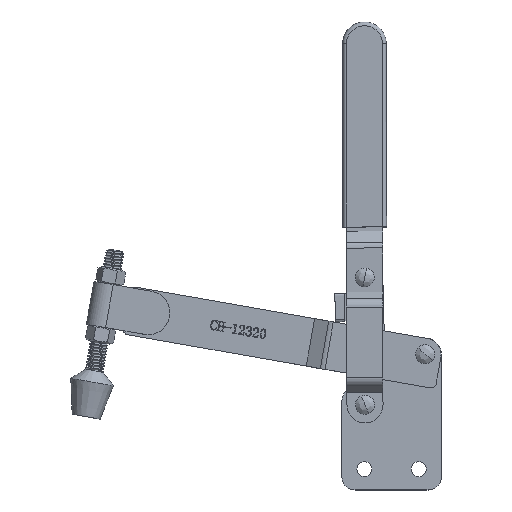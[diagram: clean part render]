
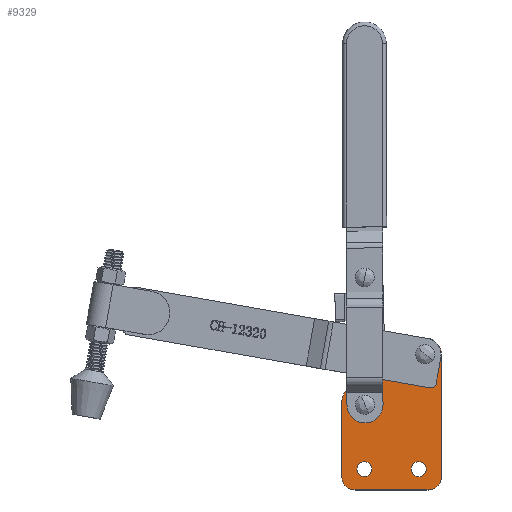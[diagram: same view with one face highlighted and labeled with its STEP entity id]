
A CAD part, top view. The second image highlights one B-rep face of the part: STEP entity #9329.
In plain terms, the highlighted planar face has unit normal (0, 0, 1).
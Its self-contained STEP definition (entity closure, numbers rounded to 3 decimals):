
#244 = CARTESIAN_POINT ( 'NONE',  ( 30.076, 58.714, 5. ) ) ;
#458 = LINE ( 'NONE', #13330, #14842 ) ;
#591 = LINE ( 'NONE', #10341, #30257 ) ;
#962 = EDGE_CURVE ( 'NONE', #10516, #13087, #11694, .T. ) ;
#1134 = LINE ( 'NONE', #28711, #15529 ) ;
#1159 = EDGE_CURVE ( 'NONE', #21854, #36478, #458, .T. ) ;
#1204 = ORIENTED_EDGE ( 'NONE', *, *, #27807, .F. ) ;
#1746 = ORIENTED_EDGE ( 'NONE', *, *, #10779, .F. ) ;
#2085 = VERTEX_POINT ( 'NONE', #11647 ) ;
#2306 = AXIS2_PLACEMENT_3D ( 'NONE', #30894, #13733, #33788 ) ;
#2319 = DIRECTION ( 'NONE',  ( 1., 0., 0. ) ) ;
#2665 = VECTOR ( 'NONE', #26831, 1000. ) ;
#2920 = CIRCLE ( 'NONE', #32832, 3.2 ) ;
#3132 = CARTESIAN_POINT ( 'NONE',  ( 38.926, 62.714, 5. ) ) ;
#3140 = DIRECTION ( 'NONE',  ( 1., 0., 0. ) ) ;
#3256 = DIRECTION ( 'NONE',  ( 0., 0., 1. ) ) ;
#3934 = VERTEX_POINT ( 'NONE', #5059 ) ;
#4000 = ORIENTED_EDGE ( 'NONE', *, *, #26504, .F. ) ;
#4027 = CARTESIAN_POINT ( 'NONE',  ( 63.576, 62.714, 5. ) ) ;
#4076 = CARTESIAN_POINT ( 'NONE',  ( 62.101, 130.177, 5. ) ) ;
#4113 = CARTESIAN_POINT ( 'NONE',  ( 34.976, 62.714, 5. ) ) ;
#5059 = CARTESIAN_POINT ( 'NONE',  ( 63.776, 123.214, 5. ) ) ;
#5423 = VERTEX_POINT ( 'NONE', #35788 ) ;
#6213 = CIRCLE ( 'NONE', #31470, 3.95 ) ;
#6260 = ORIENTED_EDGE ( 'NONE', *, *, #35715, .F. ) ;
#6286 = FACE_BOUND ( 'NONE', #31182, .T. ) ;
#6756 = CARTESIAN_POINT ( 'NONE',  ( 75.476, 58.714, 5. ) ) ;
#6899 = DIRECTION ( 'NONE',  ( 1., 0., 0. ) ) ;
#6953 = DIRECTION ( 'NONE',  ( 0., 0., 1. ) ) ;
#6987 = DIRECTION ( 'NONE',  ( 1., 0., 0. ) ) ;
#7037 = ORIENTED_EDGE ( 'NONE', *, *, #33493, .F. ) ;
#7202 = FACE_OUTER_BOUND ( 'NONE', #30878, .T. ) ;
#7413 = VERTEX_POINT ( 'NONE', #33998 ) ;
#8345 = EDGE_CURVE ( 'NONE', #11597, #19298, #10822, .T. ) ;
#8375 = ORIENTED_EDGE ( 'NONE', *, *, #962, .F. ) ;
#9161 = VERTEX_POINT ( 'NONE', #20722 ) ;
#9322 = DIRECTION ( 'NONE',  ( 0., 0., 1. ) ) ;
#9329 = ADVANCED_FACE ( 'NONE', ( #13966, #36859, #7202, #6286, #35932 ), #24395, .T. ) ;
#10005 = DIRECTION ( 'NONE',  ( 0., 0., 1. ) ) ;
#10341 = CARTESIAN_POINT ( 'NONE',  ( 23.076, 58.714, 5. ) ) ;
#10415 = ORIENTED_EDGE ( 'NONE', *, *, #26000, .T. ) ;
#10516 = VERTEX_POINT ( 'NONE', #27551 ) ;
#10525 = DIRECTION ( 'NONE',  ( 0., 0., 1. ) ) ;
#10779 = EDGE_CURVE ( 'NONE', #19505, #5423, #6213, .T. ) ;
#10822 = CIRCLE ( 'NONE', #12661, 7. ) ;
#10971 = ORIENTED_EDGE ( 'NONE', *, *, #11556, .T. ) ;
#11413 = VERTEX_POINT ( 'NONE', #17188 ) ;
#11474 = DIRECTION ( 'NONE',  ( 0., 1., 0. ) ) ;
#11543 = CARTESIAN_POINT ( 'NONE',  ( 26.914, 105.539, 5. ) ) ;
#11556 = EDGE_CURVE ( 'NONE', #36478, #11413, #36748, .T. ) ;
#11574 = ORIENTED_EDGE ( 'NONE', *, *, #33897, .T. ) ;
#11597 = VERTEX_POINT ( 'NONE', #21031 ) ;
#11647 = CARTESIAN_POINT ( 'NONE',  ( 31.026, 62.714, 5. ) ) ;
#11694 = CIRCLE ( 'NONE', #16785, 3.2 ) ;
#12325 = CIRCLE ( 'NONE', #2306, 3.2 ) ;
#12398 = CIRCLE ( 'NONE', #32069, 3.95 ) ;
#12661 = AXIS2_PLACEMENT_3D ( 'NONE', #24197, #6953, #27077 ) ;
#12878 = CARTESIAN_POINT ( 'NONE',  ( 35.268, 96.55, 5. ) ) ;
#13087 = VERTEX_POINT ( 'NONE', #33159 ) ;
#13330 = CARTESIAN_POINT ( 'NONE',  ( 62.101, 130.177, 5. ) ) ;
#13683 = ORIENTED_EDGE ( 'NONE', *, *, #19141, .T. ) ;
#13733 = DIRECTION ( 'NONE',  ( 0., 0., 1. ) ) ;
#13811 = VERTEX_POINT ( 'NONE', #34217 ) ;
#13966 = FACE_BOUND ( 'NONE', #30571, .T. ) ;
#14382 = AXIS2_PLACEMENT_3D ( 'NONE', #21484, #10005, #30107 ) ;
#14842 = VECTOR ( 'NONE', #27582, 1000. ) ;
#15529 = VECTOR ( 'NONE', #11474, 1000. ) ;
#15655 = DIRECTION ( 'NONE',  ( 0., 0., 1. ) ) ;
#16568 = DIRECTION ( 'NONE',  ( 0., 0., 1. ) ) ;
#16785 = AXIS2_PLACEMENT_3D ( 'NONE', #12878, #27237, #21585 ) ;
#17188 = CARTESIAN_POINT ( 'NONE',  ( 23.076, 98.167, 5. ) ) ;
#17516 = AXIS2_PLACEMENT_3D ( 'NONE', #36694, #19547, #2319 ) ;
#18340 = AXIS2_PLACEMENT_3D ( 'NONE', #26587, #9322, #29434 ) ;
#18727 = AXIS2_PLACEMENT_3D ( 'NONE', #27784, #10525, #30613 ) ;
#19056 = DIRECTION ( 'NONE',  ( 0., -1., 0. ) ) ;
#19141 = EDGE_CURVE ( 'NONE', #13811, #7413, #32615, .T. ) ;
#19298 = VERTEX_POINT ( 'NONE', #6756 ) ;
#19505 = VERTEX_POINT ( 'NONE', #25019 ) ;
#19547 = DIRECTION ( 'NONE',  ( 0., 0., 1. ) ) ;
#20349 = DIRECTION ( 'NONE',  ( 0., 0., 1. ) ) ;
#20460 = CARTESIAN_POINT ( 'NONE',  ( 63.576, 62.714, 5. ) ) ;
#20722 = CARTESIAN_POINT ( 'NONE',  ( 70.176, 123.214, 5. ) ) ;
#21031 = CARTESIAN_POINT ( 'NONE',  ( 68.476, 51.714, 5. ) ) ;
#21484 = CARTESIAN_POINT ( 'NONE',  ( 68.476, 58.714, 5. ) ) ;
#21585 = DIRECTION ( 'NONE',  ( 1., 0., 0. ) ) ;
#21821 = VERTEX_POINT ( 'NONE', #26958 ) ;
#21854 = VERTEX_POINT ( 'NONE', #4076 ) ;
#23376 = DIRECTION ( 'NONE',  ( 1., 0., 0. ) ) ;
#23646 = ORIENTED_EDGE ( 'NONE', *, *, #25836, .F. ) ;
#24148 = DIRECTION ( 'NONE',  ( 0., 0., 1. ) ) ;
#24151 = ORIENTED_EDGE ( 'NONE', *, *, #25107, .F. ) ;
#24197 = CARTESIAN_POINT ( 'NONE',  ( 68.476, 58.714, 5. ) ) ;
#24237 = DIRECTION ( 'NONE',  ( 0., 0., 1. ) ) ;
#24395 = PLANE ( 'NONE',  #14382 ) ;
#24757 = AXIS2_PLACEMENT_3D ( 'NONE', #244, #20349, #3140 ) ;
#25019 = CARTESIAN_POINT ( 'NONE',  ( 67.526, 62.714, 5. ) ) ;
#25107 = EDGE_CURVE ( 'NONE', #5423, #19505, #12398, .T. ) ;
#25836 = EDGE_CURVE ( 'NONE', #2085, #28435, #29458, .T. ) ;
#26000 = EDGE_CURVE ( 'NONE', #19298, #21821, #1134, .T. ) ;
#26337 = EDGE_LOOP ( 'NONE', ( #23646, #6260 ) ) ;
#26504 = EDGE_CURVE ( 'NONE', #13087, #10516, #12325, .T. ) ;
#26587 = CARTESIAN_POINT ( 'NONE',  ( 32.076, 98.167, 5. ) ) ;
#26831 = DIRECTION ( 'NONE',  ( 1., 0., 0. ) ) ;
#26846 = AXIS2_PLACEMENT_3D ( 'NONE', #33708, #16568, #36608 ) ;
#26958 = CARTESIAN_POINT ( 'NONE',  ( 75.476, 123.214, 5. ) ) ;
#27077 = DIRECTION ( 'NONE',  ( 1., 0., 0. ) ) ;
#27237 = DIRECTION ( 'NONE',  ( 0., 0., 1. ) ) ;
#27415 = AXIS2_PLACEMENT_3D ( 'NONE', #4113, #24237, #6987 ) ;
#27551 = CARTESIAN_POINT ( 'NONE',  ( 32.068, 96.55, 5. ) ) ;
#27582 = DIRECTION ( 'NONE',  ( -0.819, -0.574, 0. ) ) ;
#27784 = CARTESIAN_POINT ( 'NONE',  ( 66.976, 123.214, 5. ) ) ;
#27807 = EDGE_CURVE ( 'NONE', #9161, #3934, #2920, .T. ) ;
#28282 = CIRCLE ( 'NONE', #18727, 8.5 ) ;
#28435 = VERTEX_POINT ( 'NONE', #3132 ) ;
#28711 = CARTESIAN_POINT ( 'NONE',  ( 75.476, 123.214, 5. ) ) ;
#28825 = ORIENTED_EDGE ( 'NONE', *, *, #1159, .T. ) ;
#29173 = EDGE_CURVE ( 'NONE', #11413, #13811, #591, .T. ) ;
#29434 = DIRECTION ( 'NONE',  ( 1., 0., 0. ) ) ;
#29458 = CIRCLE ( 'NONE', #26846, 3.95 ) ;
#29805 = CARTESIAN_POINT ( 'NONE',  ( 30.076, 51.714, 5. ) ) ;
#30107 = DIRECTION ( 'NONE',  ( 1., 0., 0. ) ) ;
#30130 = ORIENTED_EDGE ( 'NONE', *, *, #29173, .T. ) ;
#30257 = VECTOR ( 'NONE', #19056, 1000. ) ;
#30571 = EDGE_LOOP ( 'NONE', ( #7037, #1204 ) ) ;
#30613 = DIRECTION ( 'NONE',  ( 1., 0., 0. ) ) ;
#30841 = EDGE_LOOP ( 'NONE', ( #8375, #4000 ) ) ;
#30878 = EDGE_LOOP ( 'NONE', ( #33269, #10415, #11574, #28825, #10971, #30130, #13683, #31772 ) ) ;
#30894 = CARTESIAN_POINT ( 'NONE',  ( 35.268, 96.55, 5. ) ) ;
#31182 = EDGE_LOOP ( 'NONE', ( #24151, #1746 ) ) ;
#31470 = AXIS2_PLACEMENT_3D ( 'NONE', #20460, #3256, #23376 ) ;
#31772 = ORIENTED_EDGE ( 'NONE', *, *, #36704, .T. ) ;
#32069 = AXIS2_PLACEMENT_3D ( 'NONE', #4027, #24148, #6899 ) ;
#32249 = LINE ( 'NONE', #29805, #2665 ) ;
#32615 = CIRCLE ( 'NONE', #24757, 7. ) ;
#32799 = CARTESIAN_POINT ( 'NONE',  ( 66.976, 123.214, 5. ) ) ;
#32832 = AXIS2_PLACEMENT_3D ( 'NONE', #32799, #15655, #35692 ) ;
#33159 = CARTESIAN_POINT ( 'NONE',  ( 38.468, 96.55, 5. ) ) ;
#33269 = ORIENTED_EDGE ( 'NONE', *, *, #8345, .T. ) ;
#33493 = EDGE_CURVE ( 'NONE', #3934, #9161, #36346, .T. ) ;
#33708 = CARTESIAN_POINT ( 'NONE',  ( 34.976, 62.714, 5. ) ) ;
#33788 = DIRECTION ( 'NONE',  ( 1., 0., 0. ) ) ;
#33897 = EDGE_CURVE ( 'NONE', #21821, #21854, #28282, .T. ) ;
#33998 = CARTESIAN_POINT ( 'NONE',  ( 30.076, 51.714, 5. ) ) ;
#34217 = CARTESIAN_POINT ( 'NONE',  ( 23.076, 58.714, 5. ) ) ;
#35692 = DIRECTION ( 'NONE',  ( 1., 0., 0. ) ) ;
#35715 = EDGE_CURVE ( 'NONE', #28435, #2085, #36823, .T. ) ;
#35788 = CARTESIAN_POINT ( 'NONE',  ( 59.626, 62.714, 5. ) ) ;
#35932 = FACE_BOUND ( 'NONE', #30841, .T. ) ;
#36346 = CIRCLE ( 'NONE', #17516, 3.2 ) ;
#36478 = VERTEX_POINT ( 'NONE', #11543 ) ;
#36608 = DIRECTION ( 'NONE',  ( 1., 0., 0. ) ) ;
#36694 = CARTESIAN_POINT ( 'NONE',  ( 66.976, 123.214, 5. ) ) ;
#36704 = EDGE_CURVE ( 'NONE', #7413, #11597, #32249, .T. ) ;
#36748 = CIRCLE ( 'NONE', #18340, 9. ) ;
#36823 = CIRCLE ( 'NONE', #27415, 3.95 ) ;
#36859 = FACE_BOUND ( 'NONE', #26337, .T. ) ;
